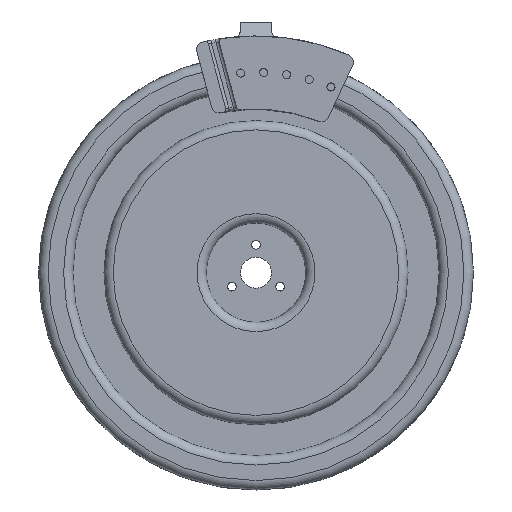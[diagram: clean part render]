
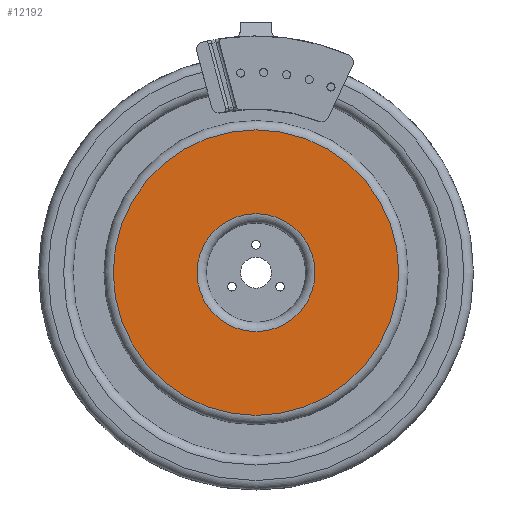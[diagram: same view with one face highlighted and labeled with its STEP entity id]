
A CAD part, top view. The second image highlights one B-rep face of the part: STEP entity #12192.
In plain terms, the highlighted planar face has unit normal (0, 0, 1).
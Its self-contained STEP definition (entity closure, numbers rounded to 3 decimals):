
#364=FACE_BOUND('',#1700,.T.);
#551=PLANE('',#12982);
#937=FACE_OUTER_BOUND('',#1699,.T.);
#1699=EDGE_LOOP('',(#8542));
#1700=EDGE_LOOP('',(#8543));
#2642=CIRCLE('',#12978,38.);
#2646=CIRCLE('',#12983,92.);
#5451=VERTEX_POINT('',#18976);
#5454=VERTEX_POINT('',#18984);
#6723=EDGE_CURVE('',#5451,#5451,#2642,.T.);
#6727=EDGE_CURVE('',#5454,#5454,#2646,.T.);
#8542=ORIENTED_EDGE('',*,*,#6727,.F.);
#8543=ORIENTED_EDGE('',*,*,#6723,.F.);
#12192=ADVANCED_FACE('',(#937,#364),#551,.T.);
#12978=AXIS2_PLACEMENT_3D('',#18977,#14739,#14740);
#12982=AXIS2_PLACEMENT_3D('',#18983,#14747,#14748);
#12983=AXIS2_PLACEMENT_3D('',#18985,#14749,#14750);
#14739=DIRECTION('center_axis',(0.,0.,1.));
#14740=DIRECTION('ref_axis',(-1.,0.,0.));
#14747=DIRECTION('center_axis',(0.,0.,1.));
#14748=DIRECTION('ref_axis',(1.,0.,0.));
#14749=DIRECTION('center_axis',(0.,0.,-1.));
#14750=DIRECTION('ref_axis',(-1.,0.,0.));
#18976=CARTESIAN_POINT('',(38.,0.,30.));
#18977=CARTESIAN_POINT('Origin',(0.,0.,30.));
#18983=CARTESIAN_POINT('Origin',(0.,0.,30.));
#18984=CARTESIAN_POINT('',(-92.,0.,30.));
#18985=CARTESIAN_POINT('Origin',(0.,0.,30.));
